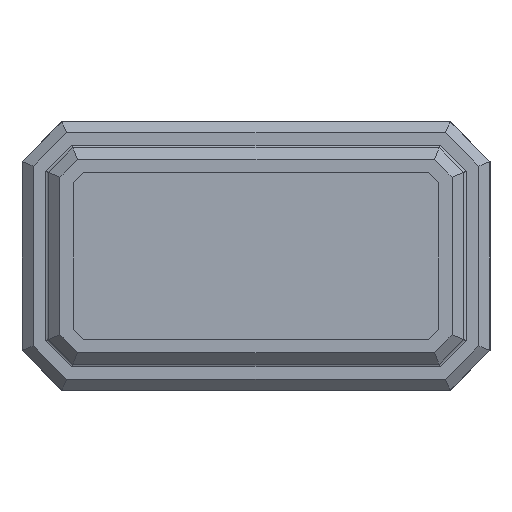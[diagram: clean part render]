
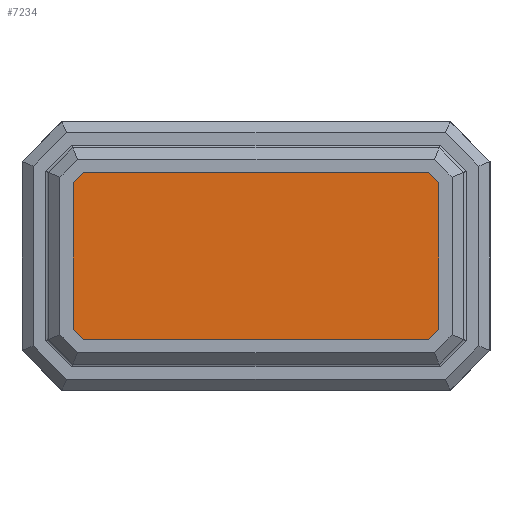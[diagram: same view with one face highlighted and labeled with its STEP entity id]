
A CAD part, left-side view. The second image highlights one B-rep face of the part: STEP entity #7234.
In plain terms, the highlighted planar face has unit normal (-1, 0, 0).
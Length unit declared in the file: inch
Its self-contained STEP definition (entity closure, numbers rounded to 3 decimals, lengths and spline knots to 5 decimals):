
#55 = CARTESIAN_POINT ( 'NONE',  ( -2.52523, 0.20703, -1.6032 ) ) ;
#296 = LINE ( 'NONE', #24150, #404 ) ;
#326 = EDGE_CURVE ( 'NONE', #17991, #8993, #29306, .T. ) ;
#404 = VECTOR ( 'NONE', #23535, 39.37008 ) ;
#545 = ORIENTED_EDGE ( 'NONE', *, *, #30274, .T. ) ;
#661 = CARTESIAN_POINT ( 'NONE',  ( -2.52523, 2.58539, -2.75043 ) ) ;
#1383 = VERTEX_POINT ( 'NONE', #32485 ) ;
#2210 = FACE_OUTER_BOUND ( 'NONE', #28661, .T. ) ;
#2357 = VERTEX_POINT ( 'NONE', #28473 ) ;
#2513 = ORIENTED_EDGE ( 'NONE', *, *, #21548, .T. ) ;
#4647 = CARTESIAN_POINT ( 'NONE',  ( -2.52523, 0.13809, -2.6815 ) ) ;
#6052 = CARTESIAN_POINT ( 'NONE',  ( -2.52523, 2.65432, -1.67214 ) ) ;
#6180 = CARTESIAN_POINT ( 'NONE',  ( -2.52523, 0.20703, -1.6032 ) ) ;
#6212 = DIRECTION ( 'NONE',  ( 0., 0.707, 0.707 ) ) ;
#6213 = DIRECTION ( 'NONE',  ( 0., 1., 0. ) ) ;
#6482 = CARTESIAN_POINT ( 'NONE',  ( -2.52523, 0.20703, -1.6032 ) ) ;
#6770 = EDGE_CURVE ( 'NONE', #14670, #1383, #33400, .T. ) ;
#6854 = VECTOR ( 'NONE', #6212, 39.37008 ) ;
#7234 = ADVANCED_FACE ( 'NONE', ( #2210 ), #27353, .T. ) ;
#7391 = ORIENTED_EDGE ( 'NONE', *, *, #23215, .T. ) ;
#8993 = VERTEX_POINT ( 'NONE', #4647 ) ;
#9166 = CARTESIAN_POINT ( 'NONE',  ( -2.52523, 2.58539, -1.6032 ) ) ;
#9604 = VERTEX_POINT ( 'NONE', #9166 ) ;
#11420 = CARTESIAN_POINT ( 'NONE',  ( -2.52523, 2.58539, -1.6032 ) ) ;
#13226 = VERTEX_POINT ( 'NONE', #55 ) ;
#14670 = VERTEX_POINT ( 'NONE', #6052 ) ;
#14985 = CARTESIAN_POINT ( 'NONE',  ( -2.52523, 0.13809, -1.67214 ) ) ;
#15579 = DIRECTION ( 'NONE',  ( 0., 0., 1. ) ) ;
#15978 = ORIENTED_EDGE ( 'NONE', *, *, #326, .T. ) ;
#17991 = VERTEX_POINT ( 'NONE', #19595 ) ;
#18465 = CARTESIAN_POINT ( 'NONE',  ( -2.52523, 0.20703, -2.75043 ) ) ;
#18537 = DIRECTION ( 'NONE',  ( 0., -0.707, 0.707 ) ) ;
#19034 = ORIENTED_EDGE ( 'NONE', *, *, #26257, .T. ) ;
#19052 = VECTOR ( 'NONE', #19757, 39.37008 ) ;
#19595 = CARTESIAN_POINT ( 'NONE',  ( -2.52523, 0.20703, -2.75043 ) ) ;
#19607 = ORIENTED_EDGE ( 'NONE', *, *, #6770, .T. ) ;
#19757 = DIRECTION ( 'NONE',  ( 0., 0.707, -0.707 ) ) ;
#20917 = CARTESIAN_POINT ( 'NONE',  ( -2.52523, 2.65432, -1.67214 ) ) ;
#21548 = EDGE_CURVE ( 'NONE', #9604, #14670, #22690, .T. ) ;
#22094 = VECTOR ( 'NONE', #15579, 39.37008 ) ;
#22690 = LINE ( 'NONE', #11420, #19052 ) ;
#22867 = DIRECTION ( 'NONE',  ( 0., 0., -1. ) ) ;
#23215 = EDGE_CURVE ( 'NONE', #13226, #9604, #27222, .T. ) ;
#23535 = DIRECTION ( 'NONE',  ( 0., -1., 0. ) ) ;
#24150 = CARTESIAN_POINT ( 'NONE',  ( -2.52523, 0.20703, -2.75043 ) ) ;
#26147 = DIRECTION ( 'NONE',  ( 0., -1., 0. ) ) ;
#26163 = VECTOR ( 'NONE', #26727, 39.37008 ) ;
#26190 = DIRECTION ( 'NONE',  ( -1., 0., 0. ) ) ;
#26219 = CARTESIAN_POINT ( 'NONE',  ( -2.52523, 1.39621, -2.17682 ) ) ;
#26257 = EDGE_CURVE ( 'NONE', #8993, #2357, #27064, .T. ) ;
#26678 = LINE ( 'NONE', #26774, #26163 ) ;
#26727 = DIRECTION ( 'NONE',  ( 0., -0.707, -0.707 ) ) ;
#26774 = CARTESIAN_POINT ( 'NONE',  ( -2.52523, 2.58539, -2.75043 ) ) ;
#27064 = LINE ( 'NONE', #14985, #22094 ) ;
#27161 = VECTOR ( 'NONE', #6213, 39.37008 ) ;
#27222 = LINE ( 'NONE', #6180, #27161 ) ;
#27353 = PLANE ( 'NONE',  #29336 ) ;
#28030 = VERTEX_POINT ( 'NONE', #661 ) ;
#28473 = CARTESIAN_POINT ( 'NONE',  ( -2.52523, 0.13809, -1.67214 ) ) ;
#28661 = EDGE_LOOP ( 'NONE', ( #545, #7391, #2513, #19607, #31350, #29166, #15978, #19034 ) ) ;
#29025 = EDGE_CURVE ( 'NONE', #1383, #28030, #26678, .T. ) ;
#29166 = ORIENTED_EDGE ( 'NONE', *, *, #33091, .T. ) ;
#29306 = LINE ( 'NONE', #18465, #30870 ) ;
#29336 = AXIS2_PLACEMENT_3D ( 'NONE', #26219, #26190, #26147 ) ;
#30274 = EDGE_CURVE ( 'NONE', #2357, #13226, #33177, .T. ) ;
#30870 = VECTOR ( 'NONE', #18537, 39.37008 ) ;
#31350 = ORIENTED_EDGE ( 'NONE', *, *, #29025, .T. ) ;
#32485 = CARTESIAN_POINT ( 'NONE',  ( -2.52523, 2.65432, -2.6815 ) ) ;
#32966 = VECTOR ( 'NONE', #22867, 39.37008 ) ;
#33091 = EDGE_CURVE ( 'NONE', #28030, #17991, #296, .T. ) ;
#33177 = LINE ( 'NONE', #6482, #6854 ) ;
#33400 = LINE ( 'NONE', #20917, #32966 ) ;
